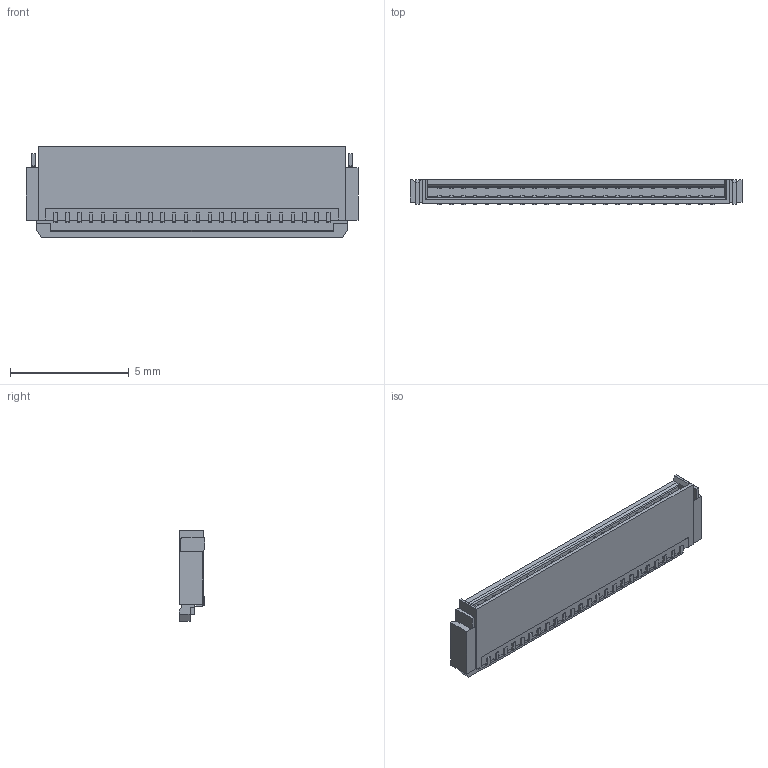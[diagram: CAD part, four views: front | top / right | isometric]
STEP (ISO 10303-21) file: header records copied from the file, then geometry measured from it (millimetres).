
FILE_DESCRIPTION(('STEP AP203'),'1');
FILE_NAME('2-2328702-4.stp','2023-09-22T16:44:58',('TraceParts'),('TraceParts S.A.'),'Spatial InterOp 3D',' ',' ');
FILE_SCHEMA(('CONFIG_CONTROL_DESIGN'));
Length unit declared in the file: millimetre
Products named in the file (1): 1
Bounding box: 14 x 1.06 x 3.83 mm (x, y, z)
Volume: 36.1 mm3; surface area: 202.5 mm2
Topology: 1 solids, 1 shells, 878 faces, 2613 edges, 1738 vertices
Faces by surface type: plane 660, cylinder 218
Entity records: 29427 total; most frequent: CARTESIAN_POINT 5230, ORIENTED_EDGE 5226, DIRECTION 4857, EDGE_CURVE 2613, LINE 2127, VECTOR 2127, VERTEX_POINT 1738, AXIS2_PLACEMENT_3D 1365
